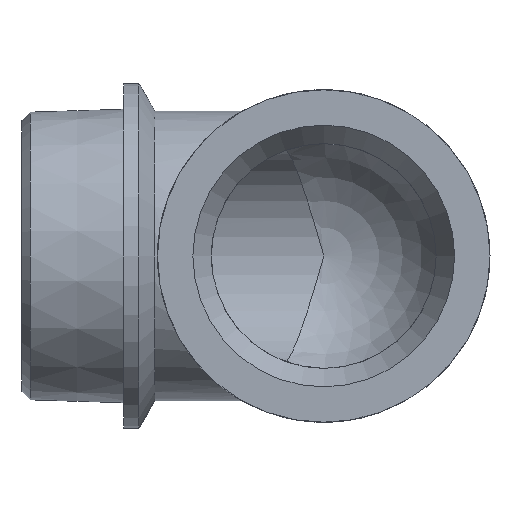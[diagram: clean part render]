
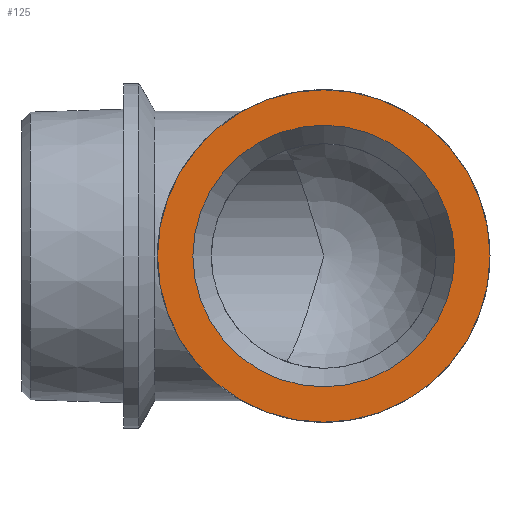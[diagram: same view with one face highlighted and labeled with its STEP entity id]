
A CAD part, left-side view. The second image highlights one B-rep face of the part: STEP entity #125.
In plain terms, the highlighted planar face has unit normal (-1, 0, 0).
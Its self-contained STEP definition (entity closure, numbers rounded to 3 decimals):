
#125 = ADVANCED_FACE( '', ( #251, #252 ), #253, .F. );
#251 = FACE_BOUND( '', #385, .T. );
#252 = FACE_OUTER_BOUND( '', #386, .T. );
#253 = PLANE( '', #387 );
#385 = EDGE_LOOP( '', ( #795 ) );
#386 = EDGE_LOOP( '', ( #796 ) );
#387 = AXIS2_PLACEMENT_3D( '', #797, #798, #799 );
#795 = ORIENTED_EDGE( '', *, *, #958, .T. );
#796 = ORIENTED_EDGE( '', *, *, #970, .F. );
#797 = CARTESIAN_POINT( '', ( 0., 0., 0. ) );
#798 = DIRECTION( '', ( 1., 0., 0. ) );
#799 = DIRECTION( '', ( 0., 0., -1. ) );
#958 = EDGE_CURVE( '', #1164, #1164, #1165, .T. );
#970 = EDGE_CURVE( '', #1187, #1187, #1188, .T. );
#1164 = VERTEX_POINT( '', #1653 );
#1165 = CIRCLE( '', #1654, 21.25 );
#1187 = VERTEX_POINT( '', #1684 );
#1188 = CIRCLE( '', #1685, 27. );
#1653 = CARTESIAN_POINT( '', ( 0., 0., -21.25 ) );
#1654 = AXIS2_PLACEMENT_3D( '', #1917, #1918, #1919 );
#1684 = CARTESIAN_POINT( '', ( 0., 0., -27. ) );
#1685 = AXIS2_PLACEMENT_3D( '', #1948, #1949, #1950 );
#1917 = CARTESIAN_POINT( '', ( 0., 0., 0. ) );
#1918 = DIRECTION( '', ( 1., 0., 0. ) );
#1919 = DIRECTION( '', ( 0., 0., -1. ) );
#1948 = CARTESIAN_POINT( '', ( 0., 0., 0. ) );
#1949 = DIRECTION( '', ( 1., 0., 0. ) );
#1950 = DIRECTION( '', ( 0., 0., -1. ) );
